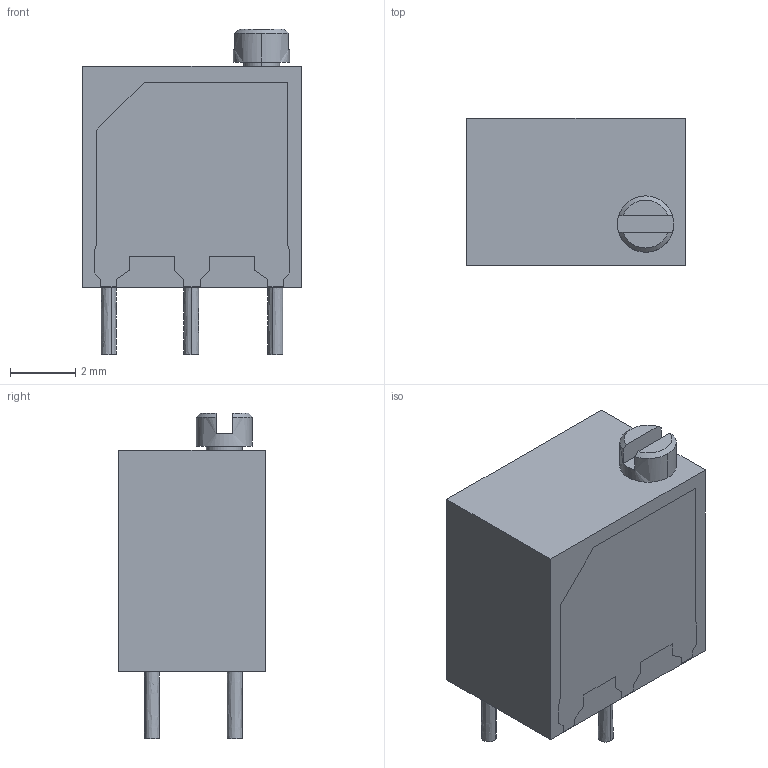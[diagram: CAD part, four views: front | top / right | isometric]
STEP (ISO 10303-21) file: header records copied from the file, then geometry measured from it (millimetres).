
FILE_DESCRIPTION((''),'2;1');
FILE_NAME('3266W001_ASM','2010-04-28T',('minhn'),('Bourns, Inc.'),'PRO/ENGINEER BY PARAMETRIC TECHNOLOGY CORPORATION, 2001200','PRO/ENGINEER BY PARAMETRIC TECHNOLOGY CORPORATION, 2001200','');
FILE_SCHEMA(('AUTOMOTIVE_DESIGN_CC2 { 1 2 10303 214 -1 1 5 2 }'));
Length unit declared in the file: inch
Products named in the file (7): 33756-66601; 34880-104SIN_AF0; PIN2-3266Y_AF1; PIN3-3266Y_AF0; PIN1-3266Y_AF0; 31335-3266YZ_ASM; 3266W001_ASM
Assembly tree (6 placements, depth 3):
  3266W001_ASM
    33756-66601
    31335-3266YZ_ASM
      34880-104SIN_AF0
      PIN2-3266Y_AF1
      PIN3-3266Y_AF0
      PIN1-3266Y_AF0
Bounding box: 6.71 x 4.5 x 9.99 mm (x, y, z)
Surface area: 952.3 mm2
Topology: 8 solids, 10 shells, 263 faces, 701 edges, 460 vertices
Faces by surface type: bspline 263
Entity records: 10761 total; most frequent: CARTESIAN_POINT 3628, ORIENTED_EDGE 1402, DIRECTION 845, EDGE_CURVE 701, VECTOR 567, LINE 567, VERTEX_POINT 460, PRESENTATION_STYLE_ASSIGNMENT 375
